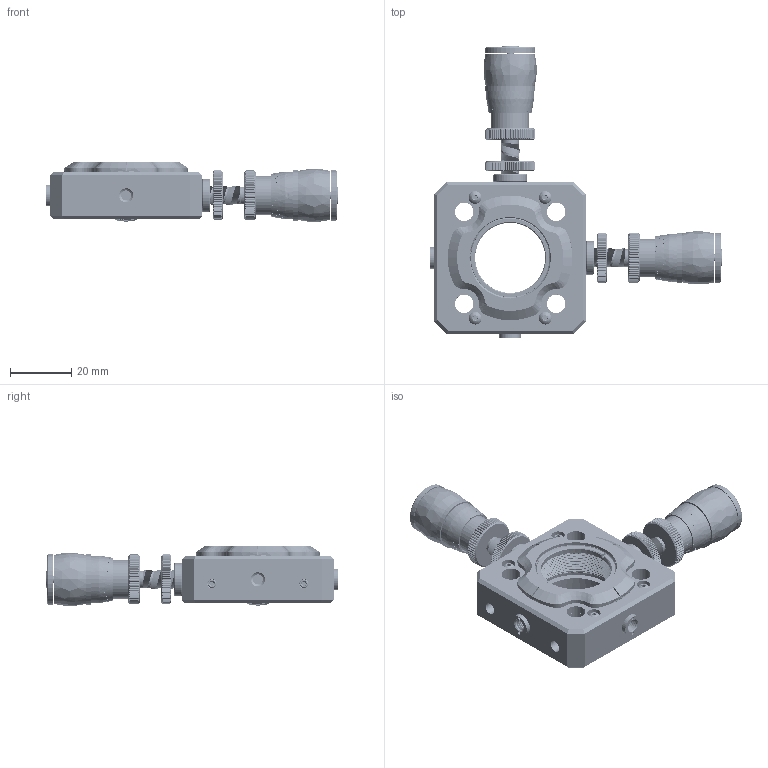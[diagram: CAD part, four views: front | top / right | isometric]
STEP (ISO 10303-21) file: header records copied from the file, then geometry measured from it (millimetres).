
FILE_DESCRIPTION((''),'2;1');
FILE_NAME('CXY1-PM_ASM','2022-09-28T',('daizh'),(''),'CREO PARAMETRIC BY PTC INC, 2018360','CREO PARAMETRIC BY PTC INC, 2018360','');
FILE_SCHEMA(('CONFIG_CONTROL_DESIGN'));
Products named in the file (42): SS4S013-1-1-SOLID1; BALL1250GR100-3-SOLID1; 21651-002-6-SOLID1; SS4S013-1-3-SOLID1; 21651-007-2-SOLID1; W25H042-2-SOLID1; 0082-001-1-SOLID1; BALL1250GR100-5-SOLID1; SS8S013-1-3-SOLID1; SS4S013-1-4-SOLID1; SS8S013-1-1-SOLID1; C0120-012-250-4-SOLID1; C0120-012-250-2-SOLID1; C0120-012-250-3-SOLID1; 21651-003-1-SOLID1; W25H042-1-SOLID1; C0120-012-250-1-SOLID1; 16920K11-1-SOLID1; BH2S250-1-3-SOLID1; BALL1250GR100-4-SOLID1; SS4S013-1-2-SOLID1; BALL1250GR100-6-SOLID1; 21651-004-5-SOLID1; SS8S013-1-2-SOLID1; SS8S013-1-4-SOLID1; 16920K11-2-SOLID1; 21651-001-4-SOLID1; CXY1_1_ASM; 18988-001-1-SOLID1_PM; 18988-002-2-SOLID1; PSM8_A1; PSM8_A2; PSM8_A3; PSM8_A5; PSM8_A6; PSM8_A7; PSM8_A9; PSM8_A10; PSM8_A12; PSM8A_A14 ...
Assembly tree (48 placements, depth 3):
  CXY1-PM_ASM
    CXY1_1_ASM
      SS4S013-1-1-SOLID1
      BALL1250GR100-3-SOLID1
      21651-002-6-SOLID1
      SS4S013-1-3-SOLID1
      21651-007-2-SOLID1
      W25H042-2-SOLID1
      0082-001-1-SOLID1
      BALL1250GR100-5-SOLID1
      SS8S013-1-3-SOLID1
      SS4S013-1-4-SOLID1
      SS8S013-1-1-SOLID1
      C0120-012-250-4-SOLID1
      C0120-012-250-2-SOLID1
      C0120-012-250-3-SOLID1
      21651-003-1-SOLID1
      W25H042-1-SOLID1
      C0120-012-250-1-SOLID1
      16920K11-1-SOLID1
      BH2S250-1-3-SOLID1
      BALL1250GR100-4-SOLID1
      SS4S013-1-2-SOLID1
      BALL1250GR100-6-SOLID1
      21651-004-5-SOLID1
      SS8S013-1-2-SOLID1
      SS8S013-1-4-SOLID1
      16920K11-2-SOLID1
      21651-001-4-SOLID1
    18988-001-1-SOLID1_PM  x2
    BH2S250-1-3-SOLID1  x3
    21651-004-5-SOLID1
    18988-002-2-SOLID1  x2
    PSM8A_ASM  x2
      PSM8_A1
      PSM8_A2
      PSM8_A3
      PSM8_A5
      PSM8_A6
      PSM8_A7
      PSM8_A9
      PSM8_A10
      PSM8_A12
      PSM8A_A14
Bounding box: 95.5 x 95.5 x 19.44 mm (x, y, z)
Volume: 37578.6 mm3; surface area: 44354 mm2
Topology: 55 solids, 55 shells, 4273 faces, 11755 edges, 7663 vertices
Faces by surface type: cylinder 1756, plane 1472, bspline 657, cone 348, sphere 24, torus 16
Entity records: 194017 total; most frequent: CARTESIAN_POINT 134100, ORIENTED_EDGE 13930, DIRECTION 9923, EDGE_CURVE 6965, VERTEX_POINT 4550, AXIS2_PLACEMENT_3D 3628, B_SPLINE_CURVE_WITH_KNOTS 2941, EDGE_LOOP 2713
